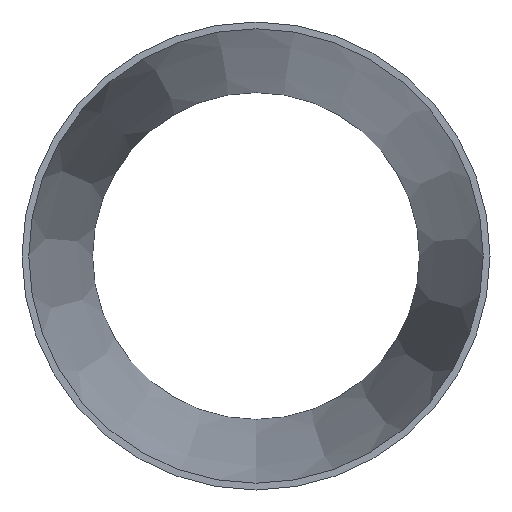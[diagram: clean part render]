
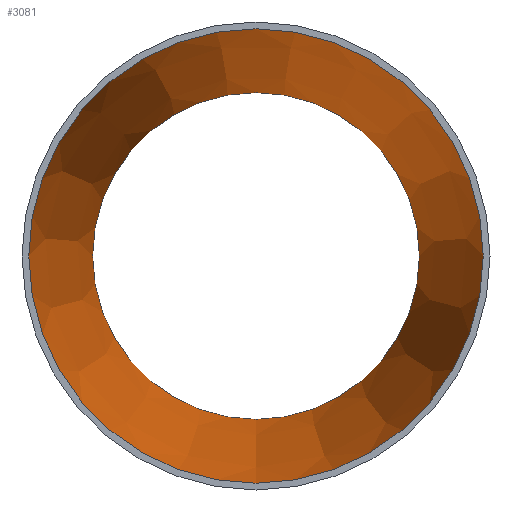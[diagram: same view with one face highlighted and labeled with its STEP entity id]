
A CAD part, front view. The second image highlights one B-rep face of the part: STEP entity #3081.
In plain terms, the highlighted conical face has half-angle 8.337 degrees and reference radius 67.829 mm.
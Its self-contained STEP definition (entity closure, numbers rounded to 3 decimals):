
#210 = CONICAL_SURFACE ( 'NONE', #8674, 67.829, 0.146 ) ;
#752 = CIRCLE ( 'NONE', #11874, 48.779 ) ;
#2511 = DIRECTION ( 'NONE',  ( 0., -1., 0. ) ) ;
#2663 = CIRCLE ( 'NONE', #18157, 67.829 ) ;
#3081 = ADVANCED_FACE ( 'NONE', ( #11424, #21521 ), #210, .F. ) ;
#3104 = ORIENTED_EDGE ( 'NONE', *, *, #14990, .T. ) ;
#3982 = DIRECTION ( 'NONE',  ( 0., -1., 0. ) ) ;
#5769 = VERTEX_POINT ( 'NONE', #8412 ) ;
#8412 = CARTESIAN_POINT ( 'NONE',  ( 0., 0., -67.829 ) ) ;
#8550 = CARTESIAN_POINT ( 'NONE',  ( 0., 130., -48.779 ) ) ;
#8674 = AXIS2_PLACEMENT_3D ( 'NONE', #19705, #2511, #17214 ) ;
#11289 = EDGE_CURVE ( 'NONE', #24913, #24913, #752, .T. ) ;
#11424 = FACE_BOUND ( 'NONE', #19361, .T. ) ;
#11874 = AXIS2_PLACEMENT_3D ( 'NONE', #26253, #24289, #15695 ) ;
#12464 = DIRECTION ( 'NONE',  ( 0., 0., -1. ) ) ;
#14990 = EDGE_CURVE ( 'NONE', #5769, #5769, #2663, .T. ) ;
#15695 = DIRECTION ( 'NONE',  ( 0., 0., -1. ) ) ;
#16079 = CARTESIAN_POINT ( 'NONE',  ( 0., 0., 0. ) ) ;
#16870 = EDGE_LOOP ( 'NONE', ( #3104 ) ) ;
#17214 = DIRECTION ( 'NONE',  ( 0., 0., -1. ) ) ;
#18157 = AXIS2_PLACEMENT_3D ( 'NONE', #16079, #3982, #12464 ) ;
#19361 = EDGE_LOOP ( 'NONE', ( #22344 ) ) ;
#19705 = CARTESIAN_POINT ( 'NONE',  ( 0., 0., 0. ) ) ;
#21521 = FACE_OUTER_BOUND ( 'NONE', #16870, .T. ) ;
#22344 = ORIENTED_EDGE ( 'NONE', *, *, #11289, .F. ) ;
#24289 = DIRECTION ( 'NONE',  ( 0., -1., 0. ) ) ;
#24913 = VERTEX_POINT ( 'NONE', #8550 ) ;
#26253 = CARTESIAN_POINT ( 'NONE',  ( 0., 130., 0. ) ) ;
